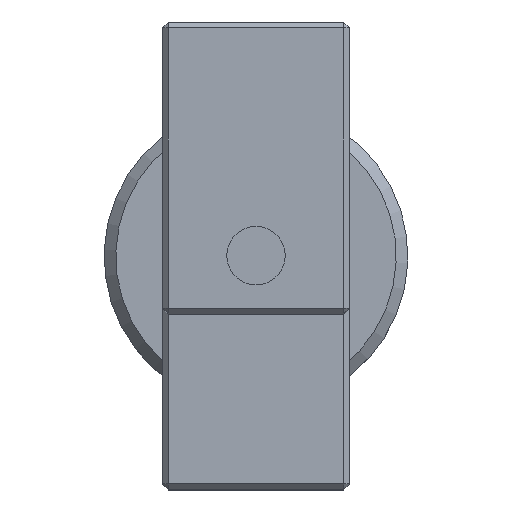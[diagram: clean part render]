
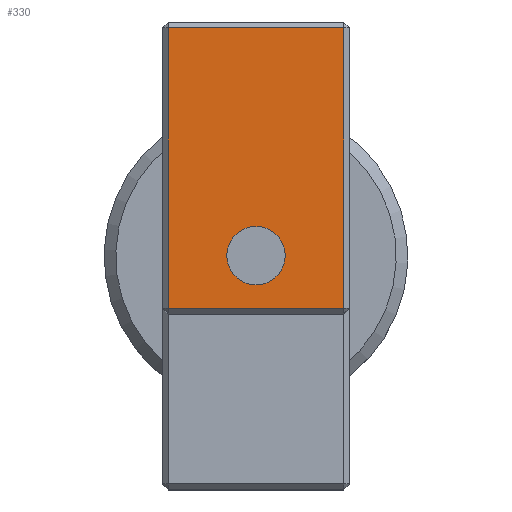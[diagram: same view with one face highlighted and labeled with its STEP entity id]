
A CAD part, top view. The second image highlights one B-rep face of the part: STEP entity #330.
In plain terms, the highlighted planar face has unit normal (0, 0, 1).
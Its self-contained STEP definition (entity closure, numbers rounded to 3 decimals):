
#81 = ORIENTED_EDGE ( 'NONE', *, *, #3209, .T. ) ;
#257 = CARTESIAN_POINT ( 'NONE',  ( 22.647, 18.752, 65.5 ) ) ;
#265 = CARTESIAN_POINT ( 'NONE',  ( 15.147, 23.752, 65.5 ) ) ;
#273 = CIRCLE ( 'NONE', #5501, 2.5 ) ;
#283 = VECTOR ( 'NONE', #1500, 1000. ) ;
#330 = ADVANCED_FACE ( 'NONE', ( #5074, #600 ), #3984, .F. ) ;
#422 = ORIENTED_EDGE ( 'NONE', *, *, #2172, .T. ) ;
#426 = LINE ( 'NONE', #5207, #5092 ) ;
#503 = VERTEX_POINT ( 'NONE', #708 ) ;
#600 = FACE_OUTER_BOUND ( 'NONE', #2064, .T. ) ;
#601 = CARTESIAN_POINT ( 'NONE',  ( 23.147, 18.752, 65.5 ) ) ;
#665 = DIRECTION ( 'NONE',  ( 0., 0., -1. ) ) ;
#708 = CARTESIAN_POINT ( 'NONE',  ( 22.647, 43.252, 65.5 ) ) ;
#809 = EDGE_CURVE ( 'NONE', #5448, #503, #4732, .T. ) ;
#934 = DIRECTION ( 'NONE',  ( 1., 0., 0. ) ) ;
#1386 = ORIENTED_EDGE ( 'NONE', *, *, #2184, .T. ) ;
#1389 = CARTESIAN_POINT ( 'NONE',  ( 23.147, 43.252, 65.5 ) ) ;
#1487 = LINE ( 'NONE', #1389, #4745 ) ;
#1500 = DIRECTION ( 'NONE',  ( 0., 1., 0. ) ) ;
#1740 = EDGE_CURVE ( 'NONE', #3963, #3109, #273, .T. ) ;
#1982 = CARTESIAN_POINT ( 'NONE',  ( 15.147, 23.752, 65.5 ) ) ;
#2018 = VERTEX_POINT ( 'NONE', #2303 ) ;
#2064 = EDGE_LOOP ( 'NONE', ( #422, #4344, #3618, #1386 ) ) ;
#2172 = EDGE_CURVE ( 'NONE', #2018, #5121, #2478, .T. ) ;
#2184 = EDGE_CURVE ( 'NONE', #503, #2018, #1487, .T. ) ;
#2303 = CARTESIAN_POINT ( 'NONE',  ( 7.647, 43.252, 65.5 ) ) ;
#2478 = LINE ( 'NONE', #3505, #3151 ) ;
#2647 = CARTESIAN_POINT ( 'NONE',  ( 7.647, 19.252, 65.5 ) ) ;
#2704 = DIRECTION ( 'NONE',  ( -1., 0., 0. ) ) ;
#2723 = DIRECTION ( 'NONE',  ( 0., 0., -1. ) ) ;
#2789 = DIRECTION ( 'NONE',  ( 1., 0., 0. ) ) ;
#3109 = VERTEX_POINT ( 'NONE', #3114 ) ;
#3114 = CARTESIAN_POINT ( 'NONE',  ( 12.647, 23.752, 65.5 ) ) ;
#3151 = VECTOR ( 'NONE', #4368, 1000. ) ;
#3209 = EDGE_CURVE ( 'NONE', #3109, #3963, #4511, .T. ) ;
#3505 = CARTESIAN_POINT ( 'NONE',  ( 7.647, 18.752, 65.5 ) ) ;
#3618 = ORIENTED_EDGE ( 'NONE', *, *, #809, .T. ) ;
#3698 = DIRECTION ( 'NONE',  ( 0., 0., -1. ) ) ;
#3849 = EDGE_CURVE ( 'NONE', #5121, #5448, #426, .T. ) ;
#3920 = CARTESIAN_POINT ( 'NONE',  ( 22.647, 19.252, 65.5 ) ) ;
#3963 = VERTEX_POINT ( 'NONE', #5229 ) ;
#3984 = PLANE ( 'NONE',  #5319 ) ;
#4295 = AXIS2_PLACEMENT_3D ( 'NONE', #265, #665, #5363 ) ;
#4344 = ORIENTED_EDGE ( 'NONE', *, *, #3849, .T. ) ;
#4368 = DIRECTION ( 'NONE',  ( 0., -1., 0. ) ) ;
#4511 = CIRCLE ( 'NONE', #4295, 2.5 ) ;
#4573 = DIRECTION ( 'NONE',  ( 1., 0., 0. ) ) ;
#4718 = ORIENTED_EDGE ( 'NONE', *, *, #1740, .T. ) ;
#4732 = LINE ( 'NONE', #257, #283 ) ;
#4745 = VECTOR ( 'NONE', #2704, 1000. ) ;
#5074 = FACE_BOUND ( 'NONE', #5264, .T. ) ;
#5092 = VECTOR ( 'NONE', #934, 1000. ) ;
#5121 = VERTEX_POINT ( 'NONE', #2647 ) ;
#5207 = CARTESIAN_POINT ( 'NONE',  ( 23.147, 19.252, 65.5 ) ) ;
#5229 = CARTESIAN_POINT ( 'NONE',  ( 17.647, 23.752, 65.5 ) ) ;
#5264 = EDGE_LOOP ( 'NONE', ( #4718, #81 ) ) ;
#5319 = AXIS2_PLACEMENT_3D ( 'NONE', #601, #2723, #2789 ) ;
#5363 = DIRECTION ( 'NONE',  ( 1., 0., 0. ) ) ;
#5448 = VERTEX_POINT ( 'NONE', #3920 ) ;
#5501 = AXIS2_PLACEMENT_3D ( 'NONE', #1982, #3698, #4573 ) ;
